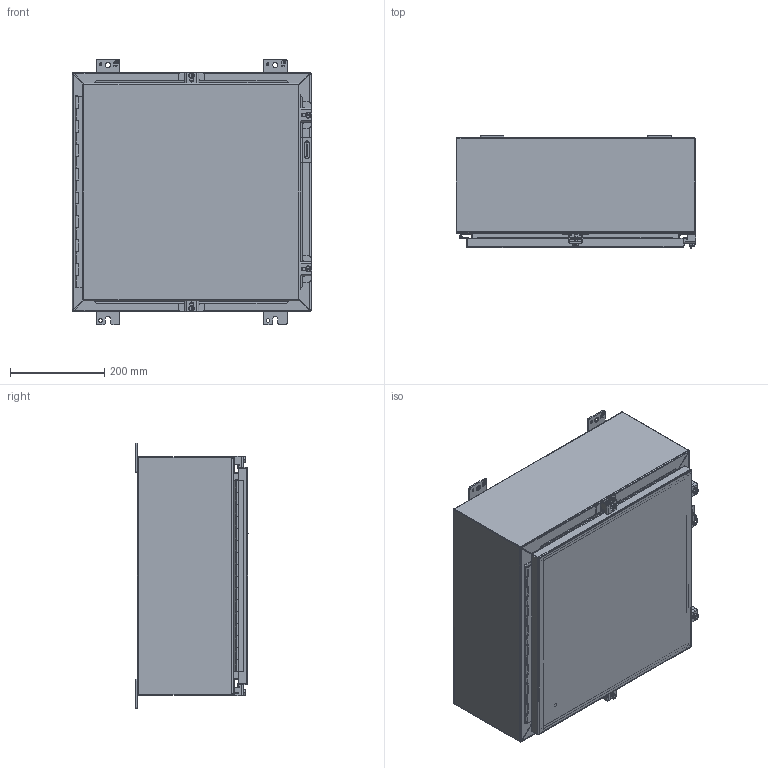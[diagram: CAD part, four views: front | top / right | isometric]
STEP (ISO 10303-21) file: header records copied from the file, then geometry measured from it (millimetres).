
FILE_DESCRIPTION (( 'STEP AP203' ), '1' );
FILE_NAME ('1418N4S16D8_Default.step', '2019-11-01T16:11:33', ( 'ADC123' ), ( 'Microsoft' ), 'SwSTEP 2.0', 'SolidWorks 2019', '' );
FILE_SCHEMA (( 'CONFIG_CONTROL_DESIGN' ));
Products named in the file (1): 1418N4S16D8_Default
Bounding box: 509.6 x 238.12 x 565.15 mm (x, y, z)
Volume: 2565564.5 mm3; surface area: 2674418.3 mm2
Topology: 39 solids, 40 shells, 1329 faces, 3409 edges, 2197 vertices
Faces by surface type: plane 728, cylinder 467, bspline 126, cone 8
Entity records: 46324 total; most frequent: CARTESIAN_POINT 14284, ORIENTED_EDGE 6810, DIRECTION 6375, EDGE_CURVE 3405, VERTEX_POINT 2197, LINE 2155, VECTOR 2155, AXIS2_PLACEMENT_3D 2110
